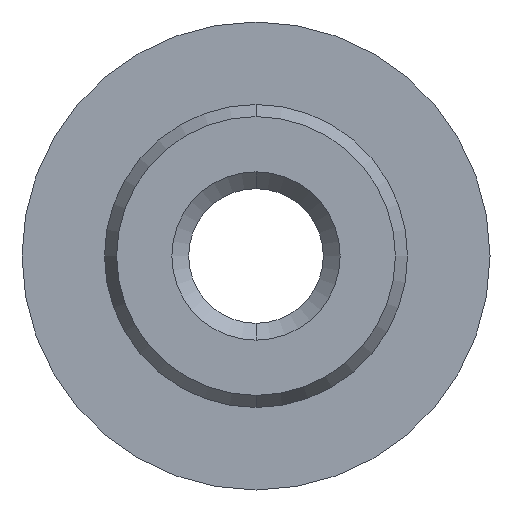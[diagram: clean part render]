
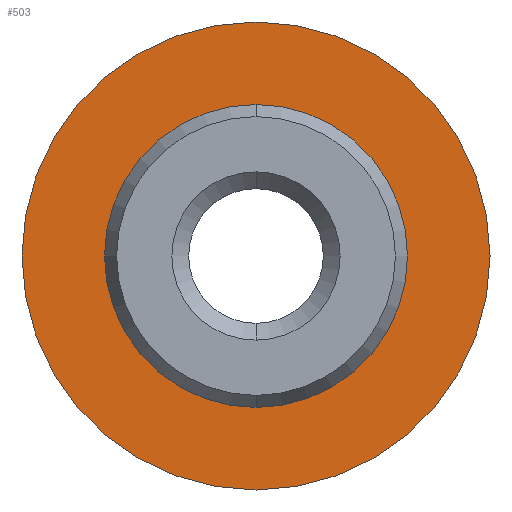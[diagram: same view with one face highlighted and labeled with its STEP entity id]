
A CAD part, front view. The second image highlights one B-rep face of the part: STEP entity #503.
In plain terms, the highlighted planar face has unit normal (0, -1, 0).
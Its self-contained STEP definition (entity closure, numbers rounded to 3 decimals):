
#23 = AXIS2_PLACEMENT_3D ( 'NONE', #499, #286, #510 ) ;
#28 = FACE_BOUND ( 'NONE', #291, .T. ) ;
#33 = DIRECTION ( 'NONE',  ( 0., 0., 1. ) ) ;
#64 = AXIS2_PLACEMENT_3D ( 'NONE', #159, #187, #341 ) ;
#79 = FACE_OUTER_BOUND ( 'NONE', #313, .T. ) ;
#105 = CARTESIAN_POINT ( 'NONE',  ( 0., 0., -2.78 ) ) ;
#109 = EDGE_CURVE ( 'NONE', #477, #115, #110, .T. ) ;
#110 = CIRCLE ( 'NONE', #378, 2.78 ) ;
#115 = VERTEX_POINT ( 'NONE', #349 ) ;
#142 = AXIS2_PLACEMENT_3D ( 'NONE', #323, #370, #184 ) ;
#159 = CARTESIAN_POINT ( 'NONE',  ( 0., 0., 0. ) ) ;
#175 = CIRCLE ( 'NONE', #64, 2.78 ) ;
#179 = EDGE_CURVE ( 'NONE', #371, #520, #385, .T. ) ;
#184 = DIRECTION ( 'NONE',  ( 0., 0., 1. ) ) ;
#187 = DIRECTION ( 'NONE',  ( 0., 1., 0. ) ) ;
#197 = DIRECTION ( 'NONE',  ( 0., 1., 0. ) ) ;
#199 = DIRECTION ( 'NONE',  ( 0., 0., 1. ) ) ;
#213 = ORIENTED_EDGE ( 'NONE', *, *, #109, .F. ) ;
#286 = DIRECTION ( 'NONE',  ( 0., 1., 0. ) ) ;
#291 = EDGE_LOOP ( 'NONE', ( #311, #356 ) ) ;
#302 = PLANE ( 'NONE',  #307 ) ;
#307 = AXIS2_PLACEMENT_3D ( 'NONE', #324, #197, #199 ) ;
#311 = ORIENTED_EDGE ( 'NONE', *, *, #474, .T. ) ;
#313 = EDGE_LOOP ( 'NONE', ( #340, #213 ) ) ;
#323 = CARTESIAN_POINT ( 'NONE',  ( 0., 0., 0. ) ) ;
#324 = CARTESIAN_POINT ( 'NONE',  ( 1.8, 0., 0. ) ) ;
#338 = CARTESIAN_POINT ( 'NONE',  ( 0., 0., 1.8 ) ) ;
#340 = ORIENTED_EDGE ( 'NONE', *, *, #374, .F. ) ;
#341 = DIRECTION ( 'NONE',  ( 0., 0., 1. ) ) ;
#349 = CARTESIAN_POINT ( 'NONE',  ( 0., 0., 2.78 ) ) ;
#352 = CARTESIAN_POINT ( 'NONE',  ( 0., 0., 0. ) ) ;
#356 = ORIENTED_EDGE ( 'NONE', *, *, #179, .T. ) ;
#370 = DIRECTION ( 'NONE',  ( 0., 1., 0. ) ) ;
#371 = VERTEX_POINT ( 'NONE', #381 ) ;
#374 = EDGE_CURVE ( 'NONE', #115, #477, #175, .T. ) ;
#378 = AXIS2_PLACEMENT_3D ( 'NONE', #352, #488, #33 ) ;
#381 = CARTESIAN_POINT ( 'NONE',  ( 0., 0., -1.8 ) ) ;
#385 = CIRCLE ( 'NONE', #142, 1.8 ) ;
#445 = CIRCLE ( 'NONE', #23, 1.8 ) ;
#474 = EDGE_CURVE ( 'NONE', #520, #371, #445, .T. ) ;
#477 = VERTEX_POINT ( 'NONE', #105 ) ;
#488 = DIRECTION ( 'NONE',  ( 0., 1., 0. ) ) ;
#499 = CARTESIAN_POINT ( 'NONE',  ( 0., 0., 0. ) ) ;
#503 = ADVANCED_FACE ( 'NONE', ( #79, #28 ), #302, .F. ) ;
#510 = DIRECTION ( 'NONE',  ( 0., 0., 1. ) ) ;
#520 = VERTEX_POINT ( 'NONE', #338 ) ;
